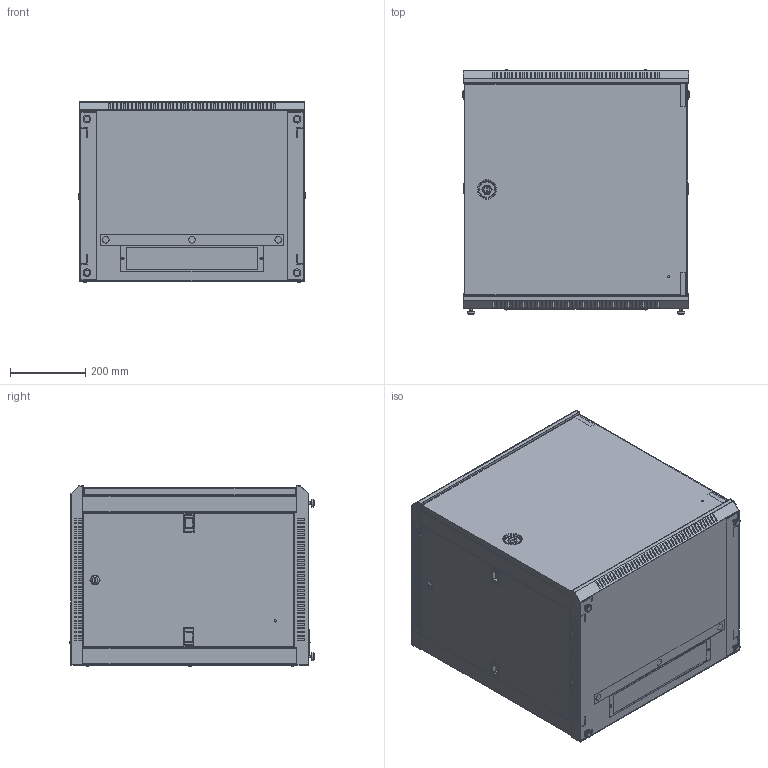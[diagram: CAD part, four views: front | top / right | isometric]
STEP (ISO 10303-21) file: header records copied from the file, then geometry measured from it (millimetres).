
FILE_DESCRIPTION (( 'STEP AP214' ), '1' );
FILE_NAME ('LWR5-12U64-MF ITK Øêàô LINEA W 12U 600x450 ìì äâåðü ìåòàëë, RAL9005.STEP', '2018-11-27T14:09:06', ( '' ), ( '' ), 'SwSTEP 2.0', 'SolidWorks 2014', '' );
FILE_SCHEMA (( 'AUTOMOTIVE_DESIGN' ));
Length unit declared in the file: millimetre
Products named in the file (1): LWR5-12U64-MF  ITK Øêàô LINEA W 12U 600x450 ìì äâåðü ìåòàëë, RAL9005
Bounding box: 604.6 x 652.41 x 480 mm (x, y, z)
Volume: 3628272.8 mm3; surface area: 5411787.2 mm2
Topology: 19 solids, 23 shells, 5051 faces, 14764 edges, 9792 vertices
Faces by surface type: plane 3928, cylinder 1005, torus 52, cone 52, sphere 14
Entity records: 170048 total; most frequent: CARTESIAN_POINT 30960, ORIENTED_EDGE 29528, DIRECTION 26862, EDGE_CURVE 14764, VECTOR 12090, LINE 12090, VERTEX_POINT 9792, AXIS2_PLACEMENT_3D 7386
